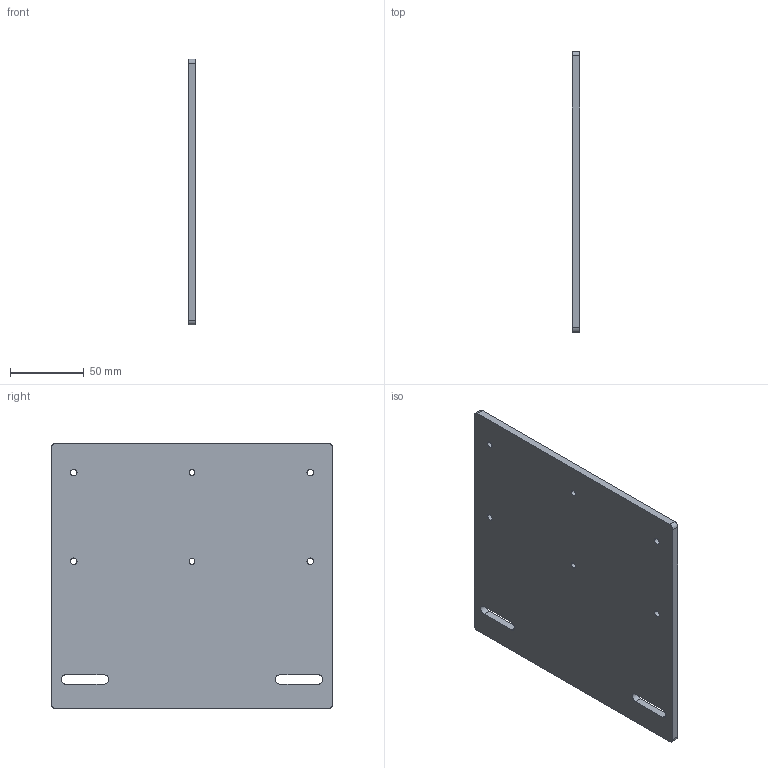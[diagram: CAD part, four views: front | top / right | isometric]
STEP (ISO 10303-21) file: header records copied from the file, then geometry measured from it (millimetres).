
FILE_DESCRIPTION(('3DEXPERIENCE STEP','CAx-IF Rec.Pracs.--- Model Styling and Organization---1.5--- 2016-08-15','CAx-IF Rec.Pracs.---Supplemental Geometry---1.0---2011-11-01','CAx-IF Rec.Pracs.--- Composite Materials ---3.4---2017-06-13','CAx-IF Rec.Pracs.---Tessellated 3D Geometry---1.0---2015-12-17'),'2;1');
FILE_NAME('EB24-ST-Plaque arrière B.1.stp','2024-05-28T18:13:09+00:00',('none'),('none'),'3DEXPERIENCE Platform3DEXPERIENCE R2024x HotFix 1.21','3DEXPERIENCE Platform STEP AP242 v3','none');
FILE_SCHEMA(('AP242_MANAGED_MODEL_BASED_3D_ENGINEERING_MIM_LF {1 0 10303 442 1 1 4}'));
Length unit declared in the file: millimetre
Products named in the file (1): EB24-ST-Plaque arrière
Bounding box: 5 x 190 x 180 mm (x, y, z)
Volume: 168581.9 mm3; surface area: 72227 mm2
Topology: 1 solids, 1 shells, 30 faces, 84 edges, 56 vertices
Faces by surface type: cylinder 20, plane 10
Entity records: 971 total; most frequent: ORIENTED_EDGE 168, CARTESIAN_POINT 164, DIRECTION 130, EDGE_CURVE 84, AXIS2_PLACEMENT_3D 64, VERTEX_POINT 56, EDGE_LOOP 46, VECTOR 44
